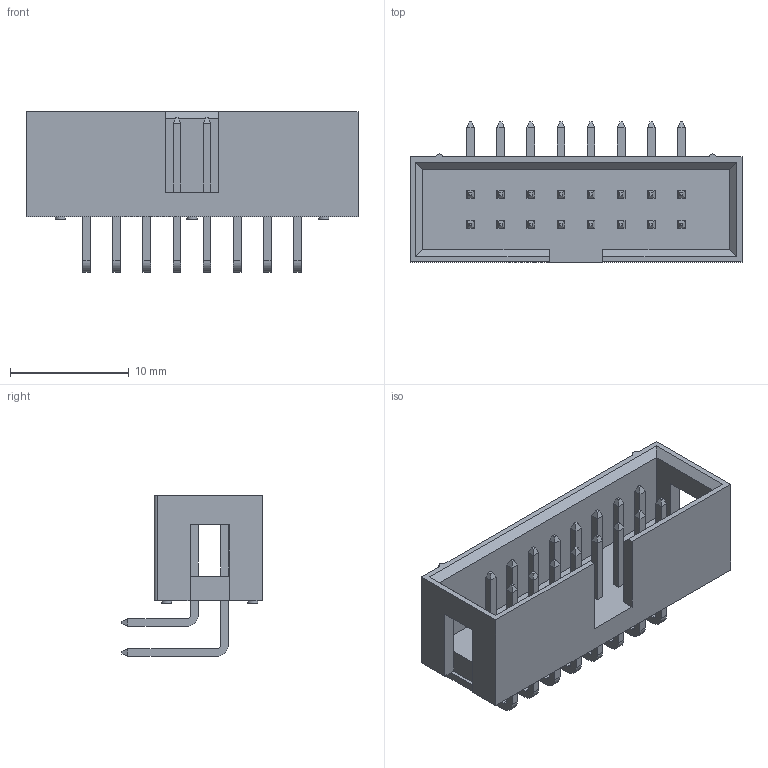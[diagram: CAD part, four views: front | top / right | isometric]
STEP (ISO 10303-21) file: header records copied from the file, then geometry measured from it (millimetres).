
FILE_DESCRIPTION( ( 'Unknown' ), '1' );
FILE_NAME( '61201621721.stp', 'Unknown', ( 'Unknown' ), ( 'Unknown' ), 'PSStep 15.0.49', 'Unknown', ' ' );
FILE_SCHEMA( ( 'AUTOMOTIVE_DESIGN { 1 0 10303 214 1 1 1 1 }' ) );
Length unit declared in the file: millimetre
Products named in the file (4): Assem1; 61201621621; 6120xx21721_PIN; 6120xx21721_PIN_LONGUE
Assembly tree (17 placements, depth 2):
  Assem1
    61201621621
    6120xx21721_PIN  x8
    6120xx21721_PIN_LONGUE  x8
Bounding box: 27.98 x 11.82 x 13.55 mm (x, y, z)
Volume: 1016 mm3; surface area: 2317.8 mm2
Topology: 17 solids, 17 shells, 459 faces, 1075 edges, 652 vertices
Faces by surface type: plane 419, cylinder 40
Full cylindrical faces by diameter (mm): 0.85 x6
Entity records: 7763 total; most frequent: CARTESIAN_POINT 1038, ORIENTED_EDGE 1006, DIRECTION 977, EDGE_CURVE 503, LINE 479, VECTOR 479, VERTEX_POINT 310, EDGE_LOOP 251
